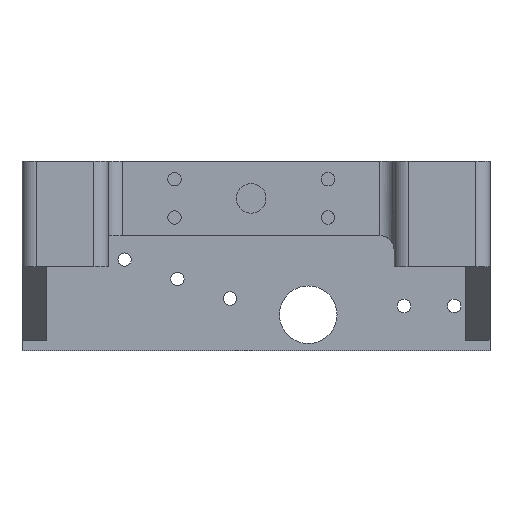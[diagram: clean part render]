
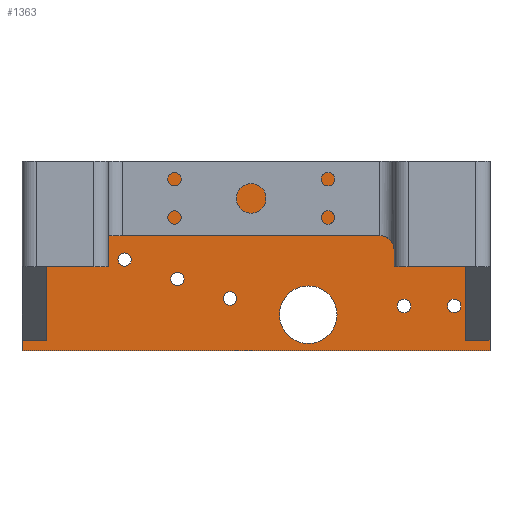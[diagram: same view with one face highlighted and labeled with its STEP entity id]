
A CAD part, left-side view. The second image highlights one B-rep face of the part: STEP entity #1363.
In plain terms, the highlighted planar face has unit normal (-1, 0, 0).
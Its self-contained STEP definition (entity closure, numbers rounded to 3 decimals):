
#20=FACE_BOUND('',#166,.T.);
#21=FACE_BOUND('',#167,.T.);
#22=FACE_BOUND('',#168,.T.);
#23=FACE_BOUND('',#169,.T.);
#24=FACE_BOUND('',#170,.T.);
#25=FACE_BOUND('',#171,.T.);
#50=PLANE('',#1474);
#92=FACE_OUTER_BOUND('',#165,.T.);
#165=EDGE_LOOP('',(#997,#998,#999,#1000,#1001,#1002,#1003,#1004));
#166=EDGE_LOOP('',(#1005));
#167=EDGE_LOOP('',(#1006));
#168=EDGE_LOOP('',(#1007));
#169=EDGE_LOOP('',(#1008));
#170=EDGE_LOOP('',(#1009));
#171=EDGE_LOOP('',(#1010));
#282=LINE('',#2135,#410);
#288=LINE('',#2156,#416);
#289=LINE('',#2158,#417);
#290=LINE('',#2160,#418);
#291=LINE('',#2162,#419);
#292=LINE('',#2164,#420);
#293=LINE('',#2165,#421);
#294=LINE('',#2166,#422);
#410=VECTOR('',#1671,10.);
#416=VECTOR('',#1689,10.);
#417=VECTOR('',#1690,10.);
#418=VECTOR('',#1691,10.);
#419=VECTOR('',#1692,10.);
#420=VECTOR('',#1693,10.);
#421=VECTOR('',#1694,10.);
#422=VECTOR('',#1695,10.);
#528=CIRCLE('',#1475,6.);
#529=CIRCLE('',#1476,1.4);
#530=CIRCLE('',#1477,1.4);
#531=CIRCLE('',#1478,1.4);
#532=CIRCLE('',#1479,1.4);
#533=CIRCLE('',#1480,1.4);
#616=VERTEX_POINT('',#2133);
#617=VERTEX_POINT('',#2134);
#625=VERTEX_POINT('',#2154);
#626=VERTEX_POINT('',#2155);
#627=VERTEX_POINT('',#2157);
#628=VERTEX_POINT('',#2159);
#629=VERTEX_POINT('',#2161);
#630=VERTEX_POINT('',#2163);
#631=VERTEX_POINT('',#2167);
#632=VERTEX_POINT('',#2169);
#633=VERTEX_POINT('',#2171);
#634=VERTEX_POINT('',#2173);
#635=VERTEX_POINT('',#2175);
#636=VERTEX_POINT('',#2177);
#761=EDGE_CURVE('',#616,#617,#282,.T.);
#772=EDGE_CURVE('',#625,#626,#288,.T.);
#773=EDGE_CURVE('',#626,#627,#289,.T.);
#774=EDGE_CURVE('',#627,#628,#290,.T.);
#775=EDGE_CURVE('',#628,#629,#291,.T.);
#776=EDGE_CURVE('',#629,#630,#292,.T.);
#777=EDGE_CURVE('',#617,#630,#293,.T.);
#778=EDGE_CURVE('',#625,#616,#294,.T.);
#779=EDGE_CURVE('',#631,#631,#528,.T.);
#780=EDGE_CURVE('',#632,#632,#529,.T.);
#781=EDGE_CURVE('',#633,#633,#530,.T.);
#782=EDGE_CURVE('',#634,#634,#531,.T.);
#783=EDGE_CURVE('',#635,#635,#532,.T.);
#784=EDGE_CURVE('',#636,#636,#533,.T.);
#997=ORIENTED_EDGE('',*,*,#772,.T.);
#998=ORIENTED_EDGE('',*,*,#773,.T.);
#999=ORIENTED_EDGE('',*,*,#774,.T.);
#1000=ORIENTED_EDGE('',*,*,#775,.T.);
#1001=ORIENTED_EDGE('',*,*,#776,.T.);
#1002=ORIENTED_EDGE('',*,*,#777,.F.);
#1003=ORIENTED_EDGE('',*,*,#761,.F.);
#1004=ORIENTED_EDGE('',*,*,#778,.F.);
#1005=ORIENTED_EDGE('',*,*,#779,.T.);
#1006=ORIENTED_EDGE('',*,*,#780,.T.);
#1007=ORIENTED_EDGE('',*,*,#781,.T.);
#1008=ORIENTED_EDGE('',*,*,#782,.T.);
#1009=ORIENTED_EDGE('',*,*,#783,.T.);
#1010=ORIENTED_EDGE('',*,*,#784,.T.);
#1363=ADVANCED_FACE('',(#92,#20,#21,#22,#23,#24,#25),#50,.F.);
#1474=AXIS2_PLACEMENT_3D('',#2153,#1687,#1688);
#1475=AXIS2_PLACEMENT_3D('',#2168,#1696,#1697);
#1476=AXIS2_PLACEMENT_3D('',#2170,#1698,#1699);
#1477=AXIS2_PLACEMENT_3D('',#2172,#1700,#1701);
#1478=AXIS2_PLACEMENT_3D('',#2174,#1702,#1703);
#1479=AXIS2_PLACEMENT_3D('',#2176,#1704,#1705);
#1480=AXIS2_PLACEMENT_3D('',#2178,#1706,#1707);
#1671=DIRECTION('',(0.,0.,-1.));
#1687=DIRECTION('center_axis',(1.,0.,0.));
#1688=DIRECTION('ref_axis',(0.,-1.,0.));
#1689=DIRECTION('',(0.,0.,-1.));
#1690=DIRECTION('',(0.,1.,0.));
#1691=DIRECTION('',(0.,0.,-1.));
#1692=DIRECTION('',(0.,-1.,0.));
#1693=DIRECTION('',(0.,0.,1.));
#1694=DIRECTION('',(0.,-1.,0.));
#1695=DIRECTION('',(0.,-1.,0.));
#1696=DIRECTION('center_axis',(1.,0.,0.));
#1697=DIRECTION('ref_axis',(0.,0.,1.));
#1698=DIRECTION('center_axis',(1.,0.,0.));
#1699=DIRECTION('ref_axis',(0.,0.,1.));
#1700=DIRECTION('center_axis',(1.,0.,0.));
#1701=DIRECTION('ref_axis',(0.,0.,1.));
#1702=DIRECTION('center_axis',(1.,0.,0.));
#1703=DIRECTION('ref_axis',(0.,0.,1.));
#1704=DIRECTION('center_axis',(1.,0.,0.));
#1705=DIRECTION('ref_axis',(0.,0.,1.));
#1706=DIRECTION('center_axis',(1.,0.,0.));
#1707=DIRECTION('ref_axis',(0.,0.,1.));
#2133=CARTESIAN_POINT('',(-8.475,-139.975,4.075));
#2134=CARTESIAN_POINT('',(-8.475,-139.975,-33.237));
#2135=CARTESIAN_POINT('',(-8.475,-139.975,4.075));
#2153=CARTESIAN_POINT('Origin',(-8.475,-52.575,3.075));
#2154=CARTESIAN_POINT('',(-8.475,-52.575,4.075));
#2155=CARTESIAN_POINT('',(-8.475,-52.575,-33.237));
#2156=CARTESIAN_POINT('',(-8.475,-52.575,-9.628));
#2157=CARTESIAN_POINT('',(-8.475,-47.475,-33.237));
#2158=CARTESIAN_POINT('',(-8.475,-50.025,-33.237));
#2159=CARTESIAN_POINT('',(-8.475,-47.475,-35.452));
#2160=CARTESIAN_POINT('',(-8.475,-47.475,-17.432));
#2161=CARTESIAN_POINT('',(-8.475,-145.075,-35.452));
#2162=CARTESIAN_POINT('',(-8.475,-71.875,-35.452));
#2163=CARTESIAN_POINT('',(-8.475,-145.075,-33.237));
#2164=CARTESIAN_POINT('',(-8.475,-145.075,-29.446));
#2165=CARTESIAN_POINT('',(-8.475,-119.675,-33.237));
#2166=CARTESIAN_POINT('',(-8.475,-78.126,4.075));
#2167=CARTESIAN_POINT('',(-8.475,-107.175,-33.925));
#2168=CARTESIAN_POINT('Origin',(-8.475,-107.175,-27.925));
#2169=CARTESIAN_POINT('',(-8.475,-68.875,-17.856));
#2170=CARTESIAN_POINT('Origin',(-8.475,-68.875,-16.456));
#2171=CARTESIAN_POINT('',(-8.475,-79.875,-21.894));
#2172=CARTESIAN_POINT('Origin',(-8.475,-79.875,-20.494));
#2173=CARTESIAN_POINT('',(-8.475,-90.875,-25.931));
#2174=CARTESIAN_POINT('Origin',(-8.475,-90.875,-24.531));
#2175=CARTESIAN_POINT('',(-8.475,-127.125,-27.505));
#2176=CARTESIAN_POINT('Origin',(-8.475,-127.125,-26.105));
#2177=CARTESIAN_POINT('',(-8.475,-137.625,-27.505));
#2178=CARTESIAN_POINT('Origin',(-8.475,-137.625,-26.105));
